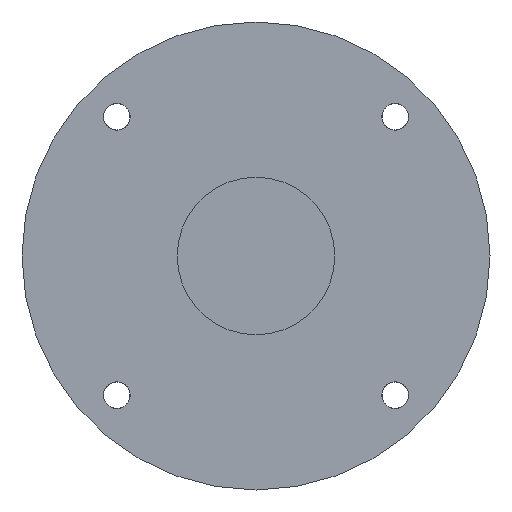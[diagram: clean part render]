
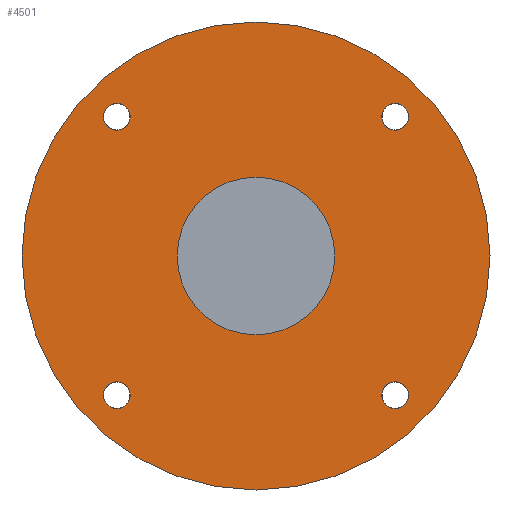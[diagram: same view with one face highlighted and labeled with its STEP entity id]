
A CAD part, front view. The second image highlights one B-rep face of the part: STEP entity #4501.
In plain terms, the highlighted planar face has unit normal (0, -1, 0).
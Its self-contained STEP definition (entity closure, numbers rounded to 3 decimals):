
#807 = CARTESIAN_POINT ( 'NONE',  ( -30.05, 0., -30.05 ) ) ;
#808 = DIRECTION ( 'NONE',  ( 0., 1., 0. ) ) ;
#809 = DIRECTION ( 'NONE',  ( 0., 0., 1. ) ) ;
#992 = CARTESIAN_POINT ( 'NONE',  ( 0., 0., -50.5 ) ) ;
#995 = CARTESIAN_POINT ( 'NONE',  ( 0., 0., 17. ) ) ;
#997 = CARTESIAN_POINT ( 'NONE',  ( -30.05, 0., 32.95 ) ) ;
#1001 = CARTESIAN_POINT ( 'NONE',  ( 0., 0., -17. ) ) ;
#1008 = CARTESIAN_POINT ( 'NONE',  ( 30.05, 0., -32.95 ) ) ;
#1030 = CARTESIAN_POINT ( 'NONE',  ( 30.05, 0., -27.15 ) ) ;
#1040 = CARTESIAN_POINT ( 'NONE',  ( 30.05, 0., 27.15 ) ) ;
#1041 = CARTESIAN_POINT ( 'NONE',  ( -30.05, 0., -27.15 ) ) ;
#1049 = CARTESIAN_POINT ( 'NONE',  ( -30.05, 0., 27.15 ) ) ;
#1065 = CARTESIAN_POINT ( 'NONE',  ( 0., 0., 50.5 ) ) ;
#1066 = CARTESIAN_POINT ( 'NONE',  ( 30.05, 0., 32.95 ) ) ;
#1075 = CARTESIAN_POINT ( 'NONE',  ( -30.05, 0., -32.95 ) ) ;
#1234 = EDGE_CURVE ( 'NONE', #1462, #1400, #2652, .T. ) ;
#1315 = VERTEX_POINT ( 'NONE', #992 ) ;
#1316 = VERTEX_POINT ( 'NONE', #997 ) ;
#1321 = VERTEX_POINT ( 'NONE', #995 ) ;
#1329 = VERTEX_POINT ( 'NONE', #1001 ) ;
#1338 = VERTEX_POINT ( 'NONE', #1008 ) ;
#1371 = VERTEX_POINT ( 'NONE', #1030 ) ;
#1399 = VERTEX_POINT ( 'NONE', #1040 ) ;
#1400 = VERTEX_POINT ( 'NONE', #1041 ) ;
#1412 = VERTEX_POINT ( 'NONE', #1049 ) ;
#1435 = VERTEX_POINT ( 'NONE', #1065 ) ;
#1436 = VERTEX_POINT ( 'NONE', #1066 ) ;
#1462 = VERTEX_POINT ( 'NONE', #1075 ) ;
#1559 = EDGE_CURVE ( 'NONE', #1371, #1338, #3615, .T. ) ;
#1561 = EDGE_CURVE ( 'NONE', #1400, #1462, #3498, .T. ) ;
#1680 = CARTESIAN_POINT ( 'NONE',  ( 30.05, 0., -30.05 ) ) ;
#1681 = DIRECTION ( 'NONE',  ( 0., 1., 0. ) ) ;
#1682 = DIRECTION ( 'NONE',  ( 0., 0., 1. ) ) ;
#1689 = CARTESIAN_POINT ( 'NONE',  ( -30.05, 0., -30.05 ) ) ;
#1690 = DIRECTION ( 'NONE',  ( 0., 1., 0. ) ) ;
#1691 = DIRECTION ( 'NONE',  ( 0., 0., 1. ) ) ;
#1827 = CARTESIAN_POINT ( 'NONE',  ( 0., 0., 0. ) ) ;
#1828 = DIRECTION ( 'NONE',  ( 0., 1., 0. ) ) ;
#1829 = DIRECTION ( 'NONE',  ( 0., 0., 1. ) ) ;
#1831 = CARTESIAN_POINT ( 'NONE',  ( 0., 0., 0. ) ) ;
#1832 = DIRECTION ( 'NONE',  ( 0., 1., 0. ) ) ;
#1833 = DIRECTION ( 'NONE',  ( 0., 0., 1. ) ) ;
#1930 = CARTESIAN_POINT ( 'NONE',  ( 30.05, 0., 30.05 ) ) ;
#1931 = DIRECTION ( 'NONE',  ( 0., 1., 0. ) ) ;
#1932 = DIRECTION ( 'NONE',  ( 0., 0., 1. ) ) ;
#1970 = CARTESIAN_POINT ( 'NONE',  ( 0., 0., 0. ) ) ;
#1971 = DIRECTION ( 'NONE',  ( 0., 1., 0. ) ) ;
#1972 = DIRECTION ( 'NONE',  ( 0., 0., 1. ) ) ;
#2061 = CARTESIAN_POINT ( 'NONE',  ( 0., 0., 0. ) ) ;
#2062 = DIRECTION ( 'NONE',  ( 0., 1., 0. ) ) ;
#2063 = DIRECTION ( 'NONE',  ( 0., 0., 1. ) ) ;
#2141 = CARTESIAN_POINT ( 'NONE',  ( -30.05, 0., 30.05 ) ) ;
#2142 = DIRECTION ( 'NONE',  ( 0., 1., 0. ) ) ;
#2143 = DIRECTION ( 'NONE',  ( 0., 0., 1. ) ) ;
#2167 = CARTESIAN_POINT ( 'NONE',  ( 30.05, 0., -30.05 ) ) ;
#2168 = DIRECTION ( 'NONE',  ( 0., 1., 0. ) ) ;
#2169 = DIRECTION ( 'NONE',  ( 0., 0., 1. ) ) ;
#2201 = CARTESIAN_POINT ( 'NONE',  ( 30.05, 0., 30.05 ) ) ;
#2202 = DIRECTION ( 'NONE',  ( 0., 1., 0. ) ) ;
#2203 = DIRECTION ( 'NONE',  ( 0., 0., 1. ) ) ;
#2220 = CARTESIAN_POINT ( 'NONE',  ( -30.05, 0., 30.05 ) ) ;
#2221 = DIRECTION ( 'NONE',  ( 0., 1., 0. ) ) ;
#2222 = DIRECTION ( 'NONE',  ( 0., 0., 1. ) ) ;
#2287 = FACE_BOUND ( 'NONE', #4168, .T. ) ;
#2288 = FACE_BOUND ( 'NONE', #4163, .T. ) ;
#2289 = FACE_BOUND ( 'NONE', #4181, .T. ) ;
#2290 = FACE_BOUND ( 'NONE', #4145, .T. ) ;
#2291 = PLANE ( 'NONE',  #3737 ) ;
#2292 = FACE_OUTER_BOUND ( 'NONE', #4210, .T. ) ;
#2294 = FACE_BOUND ( 'NONE', #4224, .T. ) ;
#2295 = CARTESIAN_POINT ( 'NONE',  ( 17., 0., 0. ) ) ;
#2296 = DIRECTION ( 'NONE',  ( 0., 1., 0. ) ) ;
#2297 = DIRECTION ( 'NONE',  ( 0., 0., 1. ) ) ;
#2649 = AXIS2_PLACEMENT_3D ( 'NONE', #807, #808, #809 ) ;
#2652 = CIRCLE ( 'NONE', #2649, 2.9 ) ;
#2807 = EDGE_CURVE ( 'NONE', #1315, #1435, #3450, .T. ) ;
#2808 = EDGE_CURVE ( 'NONE', #1321, #1329, #3346, .T. ) ;
#2842 = EDGE_CURVE ( 'NONE', #1399, #1436, #3486, .T. ) ;
#2855 = EDGE_CURVE ( 'NONE', #1435, #1315, #3370, .T. ) ;
#3313 = EDGE_CURVE ( 'NONE', #1329, #1321, #3686, .T. ) ;
#3343 = AXIS2_PLACEMENT_3D ( 'NONE', #1831, #1832, #1833 ) ;
#3346 = CIRCLE ( 'NONE', #3343, 17. ) ;
#3370 = CIRCLE ( 'NONE', #3526, 50.5 ) ;
#3450 = CIRCLE ( 'NONE', #3453, 50.5 ) ;
#3453 = AXIS2_PLACEMENT_3D ( 'NONE', #1827, #1828, #1829 ) ;
#3486 = CIRCLE ( 'NONE', #3538, 2.9 ) ;
#3492 = AXIS2_PLACEMENT_3D ( 'NONE', #1680, #1681, #1682 ) ;
#3498 = CIRCLE ( 'NONE', #3601, 2.9 ) ;
#3526 = AXIS2_PLACEMENT_3D ( 'NONE', #1970, #1971, #1972 ) ;
#3538 = AXIS2_PLACEMENT_3D ( 'NONE', #1930, #1931, #1932 ) ;
#3601 = AXIS2_PLACEMENT_3D ( 'NONE', #1689, #1690, #1691 ) ;
#3615 = CIRCLE ( 'NONE', #3492, 2.9 ) ;
#3677 = AXIS2_PLACEMENT_3D ( 'NONE', #2061, #2062, #2063 ) ;
#3686 = CIRCLE ( 'NONE', #3677, 17. ) ;
#3723 = CIRCLE ( 'NONE', #3724, 2.9 ) ;
#3724 = AXIS2_PLACEMENT_3D ( 'NONE', #2141, #2142, #2143 ) ;
#3737 = AXIS2_PLACEMENT_3D ( 'NONE', #2295, #2296, #2297 ) ;
#3765 = AXIS2_PLACEMENT_3D ( 'NONE', #2220, #2221, #2222 ) ;
#3768 = CIRCLE ( 'NONE', #3765, 2.9 ) ;
#3775 = AXIS2_PLACEMENT_3D ( 'NONE', #2201, #2202, #2203 ) ;
#3778 = CIRCLE ( 'NONE', #3775, 2.9 ) ;
#3788 = AXIS2_PLACEMENT_3D ( 'NONE', #2167, #2168, #2169 ) ;
#3793 = CIRCLE ( 'NONE', #3788, 2.9 ) ;
#3874 = ORIENTED_EDGE ( 'NONE', *, *, #1559, .T. ) ;
#3881 = ORIENTED_EDGE ( 'NONE', *, *, #4467, .T. ) ;
#3915 = ORIENTED_EDGE ( 'NONE', *, *, #4485, .T. ) ;
#3928 = ORIENTED_EDGE ( 'NONE', *, *, #1234, .T. ) ;
#3937 = ORIENTED_EDGE ( 'NONE', *, *, #1561, .T. ) ;
#4145 = EDGE_LOOP ( 'NONE', ( #4283, #4266 ) ) ;
#4163 = EDGE_LOOP ( 'NONE', ( #3874, #3881 ) ) ;
#4168 = EDGE_LOOP ( 'NONE', ( #3915, #4363 ) ) ;
#4181 = EDGE_LOOP ( 'NONE', ( #3937, #3928 ) ) ;
#4210 = EDGE_LOOP ( 'NONE', ( #4420, #4364 ) ) ;
#4224 = EDGE_LOOP ( 'NONE', ( #4346, #4373 ) ) ;
#4266 = ORIENTED_EDGE ( 'NONE', *, *, #2842, .T. ) ;
#4283 = ORIENTED_EDGE ( 'NONE', *, *, #4478, .T. ) ;
#4346 = ORIENTED_EDGE ( 'NONE', *, *, #2808, .T. ) ;
#4363 = ORIENTED_EDGE ( 'NONE', *, *, #4458, .T. ) ;
#4364 = ORIENTED_EDGE ( 'NONE', *, *, #2807, .F. ) ;
#4373 = ORIENTED_EDGE ( 'NONE', *, *, #3313, .T. ) ;
#4420 = ORIENTED_EDGE ( 'NONE', *, *, #2855, .F. ) ;
#4458 = EDGE_CURVE ( 'NONE', #1412, #1316, #3723, .T. ) ;
#4467 = EDGE_CURVE ( 'NONE', #1338, #1371, #3793, .T. ) ;
#4478 = EDGE_CURVE ( 'NONE', #1436, #1399, #3778, .T. ) ;
#4485 = EDGE_CURVE ( 'NONE', #1316, #1412, #3768, .T. ) ;
#4501 = ADVANCED_FACE ( 'PLANAR_0', ( #2288, #2290, #2292, #2294, #2287, #2289 ), #2291, .F. ) ;
